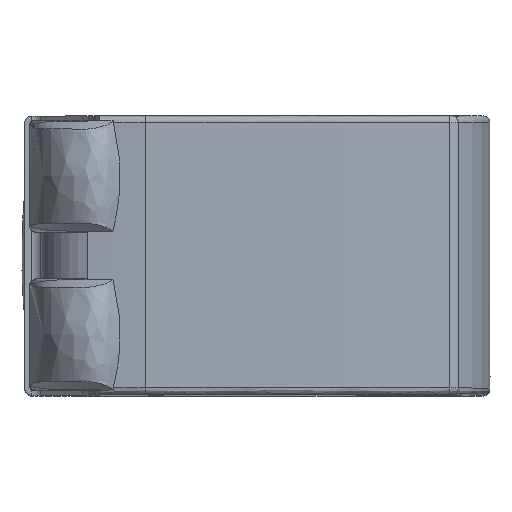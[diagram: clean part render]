
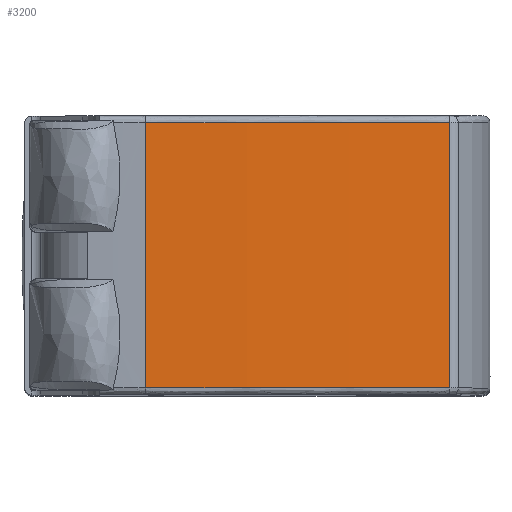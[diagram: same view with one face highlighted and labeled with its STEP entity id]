
A CAD part, top view. The second image highlights one B-rep face of the part: STEP entity #3200.
In plain terms, the highlighted cylindrical face has radius 137.017 mm (diameter 274.034 mm), a partial arc.
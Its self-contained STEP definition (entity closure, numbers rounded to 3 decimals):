
#1631 = CARTESIAN_POINT ( 'NONE',  ( 53.483, 5.7, -118.238 ) ) ;
#3200 = ADVANCED_FACE ( 'NONE', ( #26653 ), #24395, .T. ) ;
#4041 = EDGE_CURVE ( 'NONE', #17871, #19015, #20337, .T. ) ;
#4499 = ORIENTED_EDGE ( 'NONE', *, *, #20231, .T. ) ;
#4794 = DIRECTION ( 'NONE',  ( 0., 1., 0. ) ) ;
#5577 = EDGE_CURVE ( 'NONE', #24880, #18155, #9447, .T. ) ;
#7502 = ORIENTED_EDGE ( 'NONE', *, *, #5577, .T. ) ;
#8612 = CIRCLE ( 'NONE', #9524, 137.017 ) ;
#8678 = CIRCLE ( 'NONE', #22169, 137.017 ) ;
#9447 = LINE ( 'NONE', #24100, #12371 ) ;
#9524 = AXIS2_PLACEMENT_3D ( 'NONE', #27714, #10537, #25605 ) ;
#10537 = DIRECTION ( 'NONE',  ( 0., -1., 0. ) ) ;
#11212 = EDGE_LOOP ( 'NONE', ( #7502, #4499, #20127, #13712 ) ) ;
#11511 = DIRECTION ( 'NONE',  ( 0., -1., 0. ) ) ;
#11592 = DIRECTION ( 'NONE',  ( 0., 1., 0. ) ) ;
#11667 = CARTESIAN_POINT ( 'NONE',  ( 53.483, -5.7, -118.238 ) ) ;
#12371 = VECTOR ( 'NONE', #4794, 1000. ) ;
#13378 = CARTESIAN_POINT ( 'NONE',  ( 40.404, 5.7, -117.613 ) ) ;
#13712 = ORIENTED_EDGE ( 'NONE', *, *, #22456, .F. ) ;
#13890 = CARTESIAN_POINT ( 'NONE',  ( 40.404, -5.7, -254.629 ) ) ;
#14006 = DIRECTION ( 'NONE',  ( 0., 1., 0. ) ) ;
#17871 = VERTEX_POINT ( 'NONE', #18412 ) ;
#17898 = CARTESIAN_POINT ( 'NONE',  ( 40.404, -11.5, -254.629 ) ) ;
#18155 = VERTEX_POINT ( 'NONE', #1631 ) ;
#18412 = CARTESIAN_POINT ( 'NONE',  ( 40.404, -5.7, -117.613 ) ) ;
#19015 = VERTEX_POINT ( 'NONE', #13378 ) ;
#20127 = ORIENTED_EDGE ( 'NONE', *, *, #4041, .F. ) ;
#20231 = EDGE_CURVE ( 'NONE', #18155, #19015, #8612, .T. ) ;
#20337 = LINE ( 'NONE', #24573, #22645 ) ;
#22169 = AXIS2_PLACEMENT_3D ( 'NONE', #13890, #11511, #22330 ) ;
#22330 = DIRECTION ( 'NONE',  ( 0., 0., -1. ) ) ;
#22456 = EDGE_CURVE ( 'NONE', #24880, #17871, #8678, .T. ) ;
#22645 = VECTOR ( 'NONE', #14006, 1000. ) ;
#23039 = AXIS2_PLACEMENT_3D ( 'NONE', #17898, #11592, #24534 ) ;
#24100 = CARTESIAN_POINT ( 'NONE',  ( 53.483, -11.5, -118.238 ) ) ;
#24395 = CYLINDRICAL_SURFACE ( 'NONE', #23039, 137.017 ) ;
#24534 = DIRECTION ( 'NONE',  ( 0., 0., 1. ) ) ;
#24573 = CARTESIAN_POINT ( 'NONE',  ( 40.404, 0., -117.613 ) ) ;
#24880 = VERTEX_POINT ( 'NONE', #11667 ) ;
#25605 = DIRECTION ( 'NONE',  ( 0., 0., 1. ) ) ;
#26653 = FACE_OUTER_BOUND ( 'NONE', #11212, .T. ) ;
#27714 = CARTESIAN_POINT ( 'NONE',  ( 40.404, 5.7, -254.629 ) ) ;
